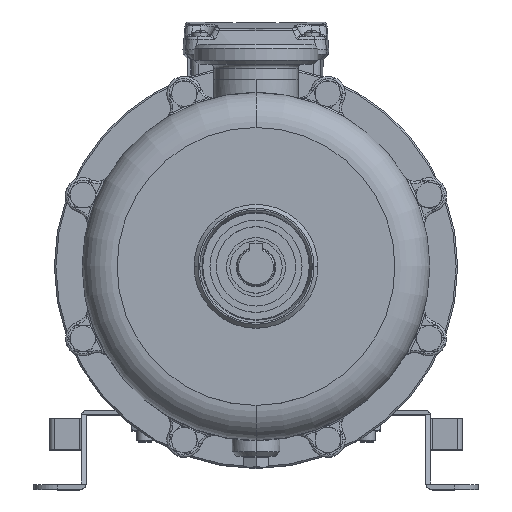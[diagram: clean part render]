
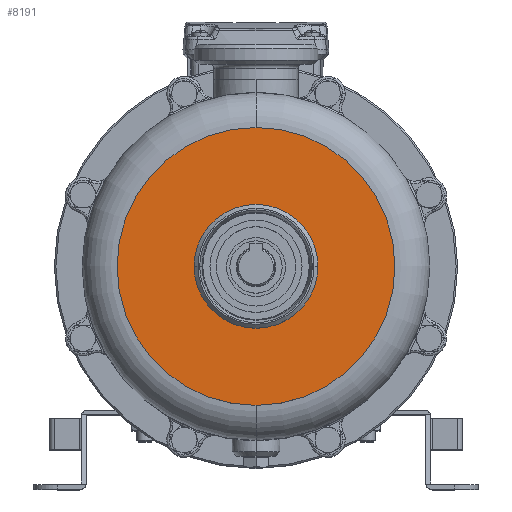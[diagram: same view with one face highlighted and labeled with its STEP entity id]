
A CAD part, top view. The second image highlights one B-rep face of the part: STEP entity #8191.
In plain terms, the highlighted face is planar.
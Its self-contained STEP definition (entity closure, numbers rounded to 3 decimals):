
#660 = CARTESIAN_POINT ( 'NONE',  ( 54.75, 13., -32. ) ) ;
#3531 = DIRECTION ( 'NONE',  ( 0., 1., 0. ) ) ;
#8191 = ADVANCED_FACE ( 'NONE', ( #81871, #42967 ), #55438, .F. ) ;
#11221 = DIRECTION ( 'NONE',  ( 0., 1., 0. ) ) ;
#12931 = EDGE_LOOP ( 'NONE', ( #37346, #78449 ) ) ;
#13201 = CIRCLE ( 'NONE', #36026, 87.5 ) ;
#15529 = AXIS2_PLACEMENT_3D ( 'NONE', #74909, #62001, #22819 ) ;
#22819 = DIRECTION ( 'NONE',  ( 0., 0., -1. ) ) ;
#23091 = EDGE_CURVE ( 'NONE', #47845, #67215, #61711, .T. ) ;
#25151 = CARTESIAN_POINT ( 'NONE',  ( 54.75, 13., 0. ) ) ;
#26847 = ORIENTED_EDGE ( 'NONE', *, *, #23091, .T. ) ;
#28177 = VERTEX_POINT ( 'NONE', #40879 ) ;
#29288 = CARTESIAN_POINT ( 'NONE',  ( 54.75, 13., 0. ) ) ;
#31711 = DIRECTION ( 'NONE',  ( 0., 0., -1. ) ) ;
#34437 = EDGE_CURVE ( 'NONE', #67215, #47845, #56286, .T. ) ;
#35908 = DIRECTION ( 'NONE',  ( 0., 0., -1. ) ) ;
#36026 = AXIS2_PLACEMENT_3D ( 'NONE', #50394, #11221, #56999 ) ;
#37346 = ORIENTED_EDGE ( 'NONE', *, *, #83997, .T. ) ;
#40879 = CARTESIAN_POINT ( 'NONE',  ( 54.75, 13., -87.5 ) ) ;
#42660 = CARTESIAN_POINT ( 'NONE',  ( 54.75, 13., 0. ) ) ;
#42967 = FACE_OUTER_BOUND ( 'NONE', #12931, .T. ) ;
#44930 = AXIS2_PLACEMENT_3D ( 'NONE', #29288, #75105, #35908 ) ;
#47845 = VERTEX_POINT ( 'NONE', #60822 ) ;
#49244 = DIRECTION ( 'NONE',  ( 0., 0., -1. ) ) ;
#50394 = CARTESIAN_POINT ( 'NONE',  ( 54.75, 13., 0. ) ) ;
#53845 = VERTEX_POINT ( 'NONE', #70939 ) ;
#55438 = PLANE ( 'NONE',  #15529 ) ;
#56286 = CIRCLE ( 'NONE', #73424, 32. ) ;
#56999 = DIRECTION ( 'NONE',  ( 0., 0., -1. ) ) ;
#57847 = EDGE_CURVE ( 'NONE', #53845, #28177, #13201, .T. ) ;
#60822 = CARTESIAN_POINT ( 'NONE',  ( 54.75, 13., 32. ) ) ;
#61711 = CIRCLE ( 'NONE', #44930, 32. ) ;
#62001 = DIRECTION ( 'NONE',  ( 0., -1., 0. ) ) ;
#67215 = VERTEX_POINT ( 'NONE', #660 ) ;
#70924 = DIRECTION ( 'NONE',  ( 0., -1., 0. ) ) ;
#70939 = CARTESIAN_POINT ( 'NONE',  ( 54.75, 13., 87.5 ) ) ;
#71206 = AXIS2_PLACEMENT_3D ( 'NONE', #42660, #3531, #49244 ) ;
#73424 = AXIS2_PLACEMENT_3D ( 'NONE', #25151, #70924, #31711 ) ;
#74909 = CARTESIAN_POINT ( 'NONE',  ( 54.75, 13., 0. ) ) ;
#75105 = DIRECTION ( 'NONE',  ( 0., -1., 0. ) ) ;
#77671 = EDGE_LOOP ( 'NONE', ( #84257, #26847 ) ) ;
#78449 = ORIENTED_EDGE ( 'NONE', *, *, #57847, .T. ) ;
#81871 = FACE_BOUND ( 'NONE', #77671, .T. ) ;
#83997 = EDGE_CURVE ( 'NONE', #28177, #53845, #84090, .T. ) ;
#84090 = CIRCLE ( 'NONE', #71206, 87.5 ) ;
#84257 = ORIENTED_EDGE ( 'NONE', *, *, #34437, .T. ) ;
